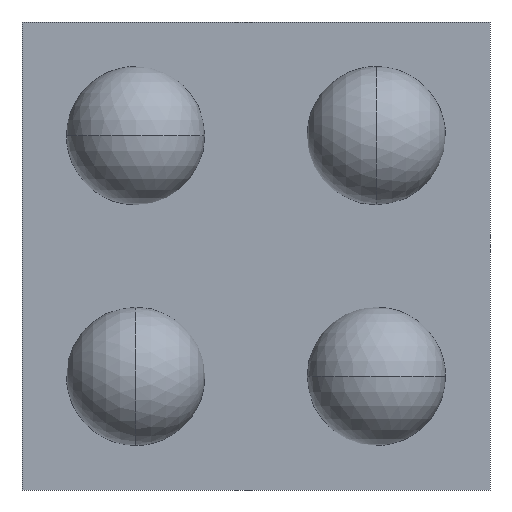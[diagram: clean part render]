
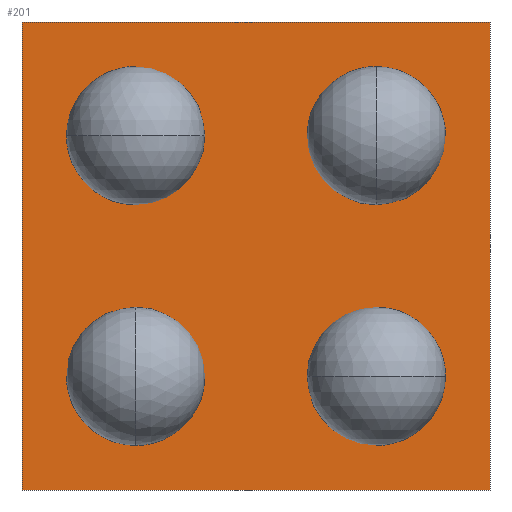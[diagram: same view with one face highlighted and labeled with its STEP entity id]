
A CAD part, front view. The second image highlights one B-rep face of the part: STEP entity #201.
In plain terms, the highlighted planar face has unit normal (0, -1, 0).
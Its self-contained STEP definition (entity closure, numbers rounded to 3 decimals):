
#3 = VERTEX_POINT ( 'NONE', #398 ) ;
#5 = AXIS2_PLACEMENT_3D ( 'NONE', #342, #514, #78 ) ;
#8 = FACE_OUTER_BOUND ( 'NONE', #104, .T. ) ;
#10 = ORIENTED_EDGE ( 'NONE', *, *, #434, .F. ) ;
#19 = CARTESIAN_POINT ( 'NONE',  ( -0.389, 0.16, -0.389 ) ) ;
#20 = CARTESIAN_POINT ( 'NONE',  ( -0.2, 0.16, -0.2 ) ) ;
#24 = VERTEX_POINT ( 'NONE', #306 ) ;
#33 = CARTESIAN_POINT ( 'NONE',  ( -0.389, 0.16, 0.389 ) ) ;
#37 = LINE ( 'NONE', #162, #415 ) ;
#40 = DIRECTION ( 'NONE',  ( 0., 0., -1. ) ) ;
#50 = VECTOR ( 'NONE', #459, 1000. ) ;
#54 = DIRECTION ( 'NONE',  ( 0., 0., -1. ) ) ;
#63 = FACE_BOUND ( 'NONE', #357, .T. ) ;
#69 = DIRECTION ( 'NONE',  ( 0., 0., 1. ) ) ;
#72 = LINE ( 'NONE', #33, #487 ) ;
#74 = CARTESIAN_POINT ( 'NONE',  ( 0.2, 0.16, -0.2 ) ) ;
#78 = DIRECTION ( 'NONE',  ( 0., 0., -1. ) ) ;
#80 = DIRECTION ( 'NONE',  ( 0., 0., -1. ) ) ;
#92 = EDGE_CURVE ( 'NONE', #221, #102, #318, .T. ) ;
#101 = EDGE_CURVE ( 'NONE', #102, #221, #456, .T. ) ;
#102 = VERTEX_POINT ( 'NONE', #121 ) ;
#104 = EDGE_LOOP ( 'NONE', ( #492, #441, #273, #374 ) ) ;
#109 = ORIENTED_EDGE ( 'NONE', *, *, #92, .F. ) ;
#110 = EDGE_CURVE ( 'NONE', #314, #465, #420, .T. ) ;
#112 = DIRECTION ( 'NONE',  ( 0., 0., -1. ) ) ;
#120 = CARTESIAN_POINT ( 'NONE',  ( 0.2, 0.16, 0.135 ) ) ;
#121 = CARTESIAN_POINT ( 'NONE',  ( 0.135, 0.16, -0.2 ) ) ;
#126 = CARTESIAN_POINT ( 'NONE',  ( -0.2, 0.16, -0.265 ) ) ;
#132 = ORIENTED_EDGE ( 'NONE', *, *, #486, .F. ) ;
#138 = DIRECTION ( 'NONE',  ( 0., -1., 0. ) ) ;
#148 = DIRECTION ( 'NONE',  ( 0., -1., 0. ) ) ;
#149 = ORIENTED_EDGE ( 'NONE', *, *, #563, .F. ) ;
#152 = AXIS2_PLACEMENT_3D ( 'NONE', #567, #471, #80 ) ;
#154 = AXIS2_PLACEMENT_3D ( 'NONE', #20, #228, #54 ) ;
#156 = CARTESIAN_POINT ( 'NONE',  ( 0.389, 0.16, 0.389 ) ) ;
#162 = CARTESIAN_POINT ( 'NONE',  ( 0.389, 0.16, 0.389 ) ) ;
#181 = EDGE_CURVE ( 'NONE', #303, #511, #225, .T. ) ;
#186 = EDGE_CURVE ( 'NONE', #226, #396, #202, .T. ) ;
#198 = DIRECTION ( 'NONE',  ( 0., 0., -1. ) ) ;
#199 = EDGE_LOOP ( 'NONE', ( #109, #433 ) ) ;
#201 = ADVANCED_FACE ( 'NONE', ( #541, #410, #63, #332, #8 ), #375, .T. ) ;
#202 = CIRCLE ( 'NONE', #369, 0.065 ) ;
#209 = CARTESIAN_POINT ( 'NONE',  ( 0.2, 0.16, -0.2 ) ) ;
#217 = EDGE_CURVE ( 'NONE', #24, #3, #546, .T. ) ;
#221 = VERTEX_POINT ( 'NONE', #315 ) ;
#225 = LINE ( 'NONE', #366, #50 ) ;
#226 = VERTEX_POINT ( 'NONE', #120 ) ;
#228 = DIRECTION ( 'NONE',  ( 0., -1., 0. ) ) ;
#240 = CARTESIAN_POINT ( 'NONE',  ( 0.2, 0.16, 0.2 ) ) ;
#253 = CARTESIAN_POINT ( 'NONE',  ( -0.2, 0.16, 0.2 ) ) ;
#258 = VECTOR ( 'NONE', #568, 1000. ) ;
#261 = CARTESIAN_POINT ( 'NONE',  ( -0.389, 0.16, 0.389 ) ) ;
#263 = EDGE_CURVE ( 'NONE', #3, #303, #72, .T. ) ;
#273 = ORIENTED_EDGE ( 'NONE', *, *, #263, .F. ) ;
#303 = VERTEX_POINT ( 'NONE', #261 ) ;
#306 = CARTESIAN_POINT ( 'NONE',  ( 0.389, 0.16, -0.389 ) ) ;
#314 = VERTEX_POINT ( 'NONE', #395 ) ;
#315 = CARTESIAN_POINT ( 'NONE',  ( 0.265, 0.16, -0.2 ) ) ;
#318 = CIRCLE ( 'NONE', #543, 0.065 ) ;
#325 = CARTESIAN_POINT ( 'NONE',  ( 0., 0.16, 0. ) ) ;
#332 = FACE_BOUND ( 'NONE', #377, .T. ) ;
#336 = EDGE_CURVE ( 'NONE', #408, #365, #425, .T. ) ;
#342 = CARTESIAN_POINT ( 'NONE',  ( -0.2, 0.16, 0.2 ) ) ;
#351 = CARTESIAN_POINT ( 'NONE',  ( 0.2, 0.16, 0.265 ) ) ;
#352 = CIRCLE ( 'NONE', #152, 0.065 ) ;
#357 = EDGE_LOOP ( 'NONE', ( #481, #132 ) ) ;
#365 = VERTEX_POINT ( 'NONE', #547 ) ;
#366 = CARTESIAN_POINT ( 'NONE',  ( -0.389, 0.16, 0.389 ) ) ;
#369 = AXIS2_PLACEMENT_3D ( 'NONE', #240, #138, #553 ) ;
#374 = ORIENTED_EDGE ( 'NONE', *, *, #217, .F. ) ;
#375 = PLANE ( 'NONE',  #457 ) ;
#377 = EDGE_LOOP ( 'NONE', ( #10, #428 ) ) ;
#380 = CIRCLE ( 'NONE', #528, 0.065 ) ;
#384 = DIRECTION ( 'NONE',  ( 0., -1., 0. ) ) ;
#391 = DIRECTION ( 'NONE',  ( 0., -1., 0. ) ) ;
#394 = AXIS2_PLACEMENT_3D ( 'NONE', #209, #384, #569 ) ;
#395 = CARTESIAN_POINT ( 'NONE',  ( -0.135, 0.16, 0.2 ) ) ;
#396 = VERTEX_POINT ( 'NONE', #351 ) ;
#398 = CARTESIAN_POINT ( 'NONE',  ( -0.389, 0.16, -0.389 ) ) ;
#402 = EDGE_LOOP ( 'NONE', ( #149, #470 ) ) ;
#408 = VERTEX_POINT ( 'NONE', #126 ) ;
#410 = FACE_BOUND ( 'NONE', #199, .T. ) ;
#415 = VECTOR ( 'NONE', #40, 1000. ) ;
#420 = CIRCLE ( 'NONE', #5, 0.065 ) ;
#422 = CIRCLE ( 'NONE', #474, 0.065 ) ;
#425 = CIRCLE ( 'NONE', #154, 0.065 ) ;
#428 = ORIENTED_EDGE ( 'NONE', *, *, #110, .F. ) ;
#433 = ORIENTED_EDGE ( 'NONE', *, *, #101, .F. ) ;
#434 = EDGE_CURVE ( 'NONE', #465, #314, #422, .T. ) ;
#436 = CARTESIAN_POINT ( 'NONE',  ( -0.2, 0.16, -0.2 ) ) ;
#441 = ORIENTED_EDGE ( 'NONE', *, *, #181, .F. ) ;
#456 = CIRCLE ( 'NONE', #394, 0.065 ) ;
#457 = AXIS2_PLACEMENT_3D ( 'NONE', #325, #497, #198 ) ;
#459 = DIRECTION ( 'NONE',  ( 1., 0., 0. ) ) ;
#461 = EDGE_CURVE ( 'NONE', #511, #24, #37, .T. ) ;
#465 = VERTEX_POINT ( 'NONE', #479 ) ;
#470 = ORIENTED_EDGE ( 'NONE', *, *, #186, .F. ) ;
#471 = DIRECTION ( 'NONE',  ( 0., -1., 0. ) ) ;
#474 = AXIS2_PLACEMENT_3D ( 'NONE', #253, #391, #524 ) ;
#479 = CARTESIAN_POINT ( 'NONE',  ( -0.265, 0.16, 0.2 ) ) ;
#481 = ORIENTED_EDGE ( 'NONE', *, *, #336, .F. ) ;
#486 = EDGE_CURVE ( 'NONE', #365, #408, #380, .T. ) ;
#487 = VECTOR ( 'NONE', #69, 1000. ) ;
#492 = ORIENTED_EDGE ( 'NONE', *, *, #461, .F. ) ;
#497 = DIRECTION ( 'NONE',  ( 0., -1., 0. ) ) ;
#509 = DIRECTION ( 'NONE',  ( 0., -1., 0. ) ) ;
#511 = VERTEX_POINT ( 'NONE', #156 ) ;
#514 = DIRECTION ( 'NONE',  ( 0., -1., 0. ) ) ;
#524 = DIRECTION ( 'NONE',  ( 0., 0., -1. ) ) ;
#528 = AXIS2_PLACEMENT_3D ( 'NONE', #436, #148, #566 ) ;
#541 = FACE_BOUND ( 'NONE', #402, .T. ) ;
#543 = AXIS2_PLACEMENT_3D ( 'NONE', #74, #509, #112 ) ;
#546 = LINE ( 'NONE', #19, #258 ) ;
#547 = CARTESIAN_POINT ( 'NONE',  ( -0.2, 0.16, -0.135 ) ) ;
#553 = DIRECTION ( 'NONE',  ( 0., 0., -1. ) ) ;
#563 = EDGE_CURVE ( 'NONE', #396, #226, #352, .T. ) ;
#566 = DIRECTION ( 'NONE',  ( 0., 0., -1. ) ) ;
#567 = CARTESIAN_POINT ( 'NONE',  ( 0.2, 0.16, 0.2 ) ) ;
#568 = DIRECTION ( 'NONE',  ( -1., 0., 0. ) ) ;
#569 = DIRECTION ( 'NONE',  ( 0., 0., -1. ) ) ;
